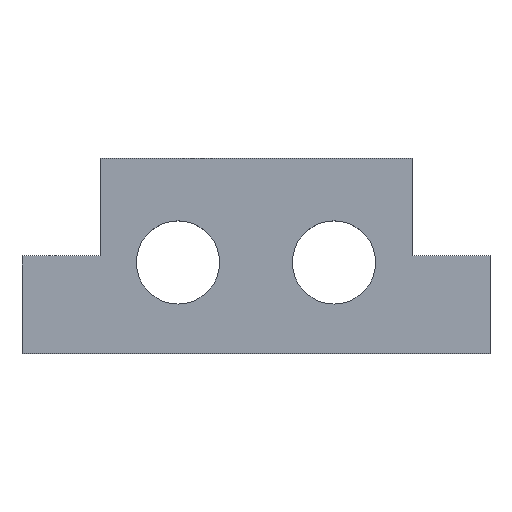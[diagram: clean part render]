
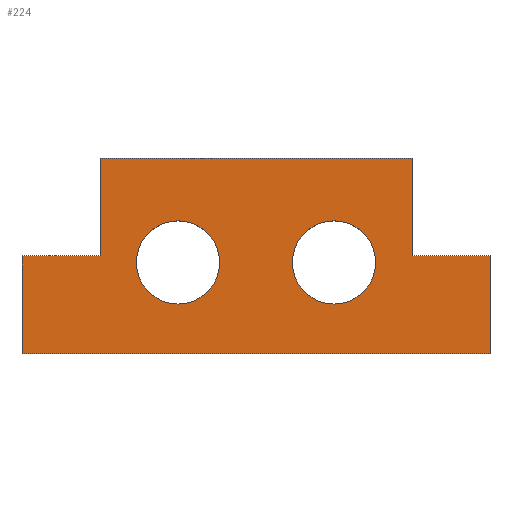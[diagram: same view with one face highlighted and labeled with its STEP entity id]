
A CAD part, top view. The second image highlights one B-rep face of the part: STEP entity #224.
In plain terms, the highlighted planar face has unit normal (0, 0, 1).
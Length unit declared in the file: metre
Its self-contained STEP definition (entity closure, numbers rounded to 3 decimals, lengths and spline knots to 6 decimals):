
#14=CIRCLE('',#250,0.0016);
#15=CIRCLE('',#251,0.0016);
#50=ORIENTED_EDGE('',*,*,#98,.T.);
#51=ORIENTED_EDGE('',*,*,#99,.T.);
#52=ORIENTED_EDGE('',*,*,#76,.F.);
#53=ORIENTED_EDGE('',*,*,#80,.T.);
#54=ORIENTED_EDGE('',*,*,#83,.F.);
#55=ORIENTED_EDGE('',*,*,#86,.F.);
#56=ORIENTED_EDGE('',*,*,#89,.T.);
#57=ORIENTED_EDGE('',*,*,#92,.F.);
#58=ORIENTED_EDGE('',*,*,#95,.T.);
#59=ORIENTED_EDGE('',*,*,#97,.T.);
#76=EDGE_CURVE('',#104,#105,#124,.T.);
#80=EDGE_CURVE('',#104,#107,#128,.T.);
#83=EDGE_CURVE('',#109,#107,#131,.T.);
#86=EDGE_CURVE('',#111,#109,#134,.T.);
#89=EDGE_CURVE('',#111,#113,#137,.T.);
#92=EDGE_CURVE('',#115,#113,#140,.T.);
#95=EDGE_CURVE('',#115,#117,#143,.T.);
#97=EDGE_CURVE('',#117,#105,#145,.T.);
#98=EDGE_CURVE('',#118,#118,#14,.T.);
#99=EDGE_CURVE('',#119,#119,#15,.T.);
#104=VERTEX_POINT('',#321);
#105=VERTEX_POINT('',#323);
#107=VERTEX_POINT('',#329);
#109=VERTEX_POINT('',#335);
#111=VERTEX_POINT('',#341);
#113=VERTEX_POINT('',#347);
#115=VERTEX_POINT('',#353);
#117=VERTEX_POINT('',#359);
#118=VERTEX_POINT('',#366);
#119=VERTEX_POINT('',#368);
#124=LINE('',#322,#148);
#128=LINE('',#330,#152);
#131=LINE('',#336,#155);
#134=LINE('',#342,#158);
#137=LINE('',#348,#161);
#140=LINE('',#354,#164);
#143=LINE('',#360,#167);
#145=LINE('',#363,#169);
#148=VECTOR('',#263,1.);
#152=VECTOR('',#269,1.);
#155=VECTOR('',#274,1.);
#158=VECTOR('',#279,1.);
#161=VECTOR('',#284,1.);
#164=VECTOR('',#289,1.);
#167=VECTOR('',#294,1.);
#169=VECTOR('',#298,1.);
#178=EDGE_LOOP('',(#50));
#179=EDGE_LOOP('',(#51));
#180=EDGE_LOOP('',(#52,#53,#54,#55,#56,#57,#58,#59));
#196=FACE_BOUND('',#178,.T.);
#197=FACE_BOUND('',#179,.T.);
#198=FACE_BOUND('',#180,.T.);
#214=PLANE('',#249);
#224=ADVANCED_FACE('',(#196,#197,#198),#214,.T.);
#249=AXIS2_PLACEMENT_3D('',#364,#299,#300);
#250=AXIS2_PLACEMENT_3D('',#365,#301,#302);
#251=AXIS2_PLACEMENT_3D('',#367,#303,#304);
#263=DIRECTION('',(1.,0.,0.));
#269=DIRECTION('',(0.,1.,0.));
#274=DIRECTION('',(1.,0.,0.));
#279=DIRECTION('',(0.,1.,0.));
#284=DIRECTION('',(-1.,0.,0.));
#289=DIRECTION('',(0.,1.,0.));
#294=DIRECTION('',(1.,0.,0.));
#298=DIRECTION('',(0.,1.,0.));
#299=DIRECTION('',(0.,0.,1.));
#300=DIRECTION('',(1.,0.,0.));
#301=DIRECTION('',(0.,0.,-1.));
#302=DIRECTION('',(-1.,0.,0.));
#303=DIRECTION('',(0.,0.,-1.));
#304=DIRECTION('',(-1.,0.,0.));
#321=CARTESIAN_POINT('',(0.006,-0.05725,0.13));
#322=CARTESIAN_POINT('',(0.0075,-0.05725,0.13));
#323=CARTESIAN_POINT('',(0.009,-0.05725,0.13));
#329=CARTESIAN_POINT('',(0.006,-0.0535,0.13));
#330=CARTESIAN_POINT('',(0.006,-0.055375,0.13));
#335=CARTESIAN_POINT('',(-0.006,-0.0535,0.13));
#336=CARTESIAN_POINT('',(0.,-0.0535,0.13));
#341=CARTESIAN_POINT('',(-0.006,-0.05725,0.13));
#342=CARTESIAN_POINT('',(-0.006,-0.055375,0.13));
#347=CARTESIAN_POINT('',(-0.009,-0.05725,0.13));
#348=CARTESIAN_POINT('',(-0.0075,-0.05725,0.13));
#353=CARTESIAN_POINT('',(-0.009,-0.061,0.13));
#354=CARTESIAN_POINT('',(-0.009,-0.059125,0.13));
#359=CARTESIAN_POINT('',(0.009,-0.061,0.13));
#360=CARTESIAN_POINT('',(0.0075,-0.061,0.13));
#363=CARTESIAN_POINT('',(0.009,-0.059125,0.13));
#364=CARTESIAN_POINT('',(0.,-0.05725,0.13));
#365=CARTESIAN_POINT('',(0.003,-0.0575,0.13));
#366=CARTESIAN_POINT('',(0.0014,-0.0575,0.13));
#367=CARTESIAN_POINT('',(-0.003,-0.0575,0.13));
#368=CARTESIAN_POINT('',(-0.0046,-0.0575,0.13));
